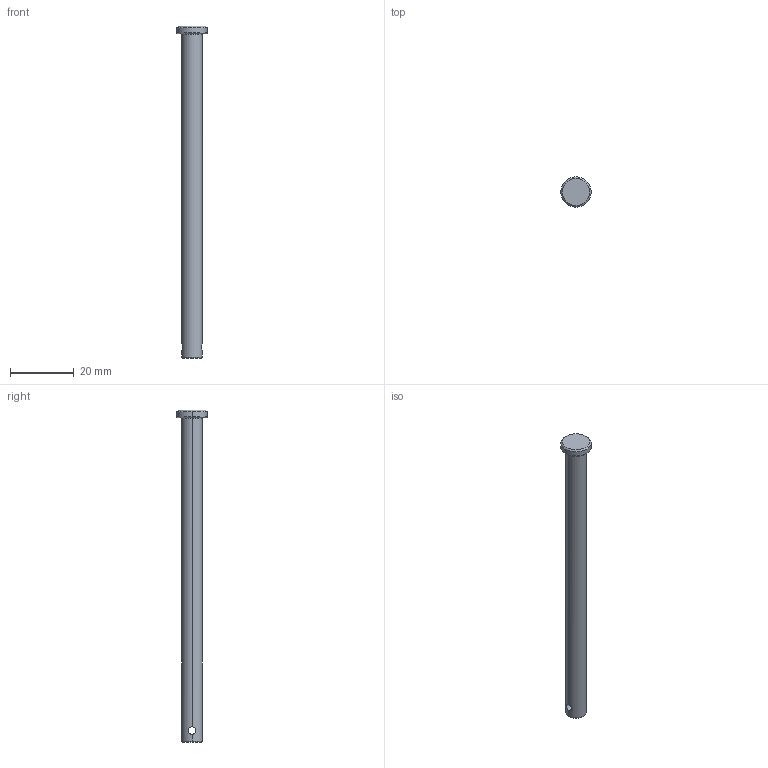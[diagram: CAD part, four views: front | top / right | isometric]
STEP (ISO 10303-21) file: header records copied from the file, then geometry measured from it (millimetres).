
FILE_DESCRIPTION (( 'STEP AP203' ), '1' );
FILE_NAME ('92390A184_18-8 Stainless Steel Clevis Pin.STEP', '2024-05-31T19:04:53', ( 'Administrator' ), ( 'Managed by Terraform' ), 'SwSTEP 2.0', 'SolidWorks 2017', '' );
FILE_SCHEMA (( 'CONFIG_CONTROL_DESIGN' ));
Length unit declared in the file: inch
Products named in the file (1): 92390A184_18-8 Stainless Steel Clevis Pin
Bounding box: 9.53 x 9.53 x 103.98 mm (x, y, z)
Volume: 3355.7 mm3; surface area: 2261.1 mm2
Topology: 1 solids, 1 shells, 17 faces, 36 edges, 20 vertices
Faces by surface type: cylinder 6, torus 6, plane 3, cone 2
Entity records: 607 total; most frequent: CARTESIAN_POINT 150, DIRECTION 90, ORIENTED_EDGE 72, AXIS2_PLACEMENT_3D 40, EDGE_CURVE 36, CIRCLE 22, VERTEX_POINT 20, EDGE_LOOP 18
